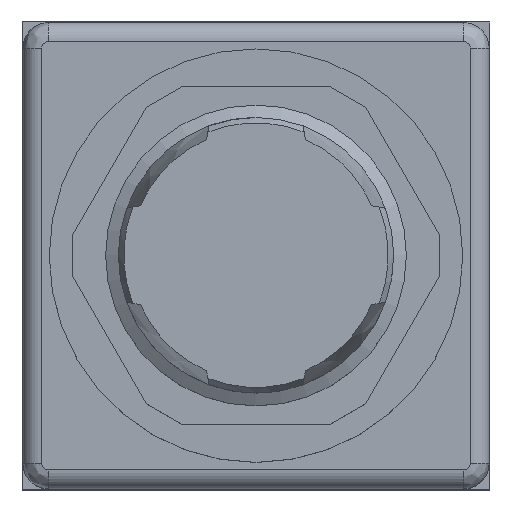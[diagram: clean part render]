
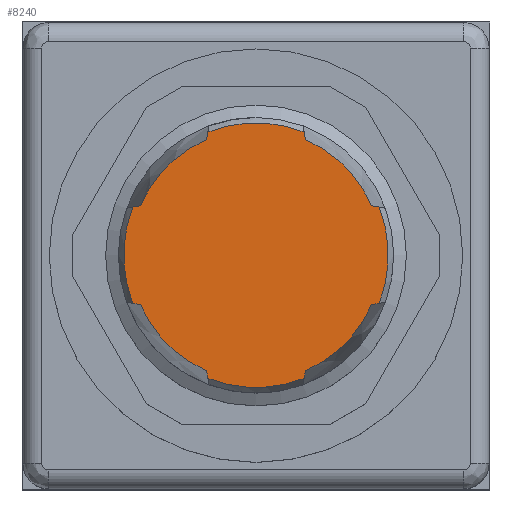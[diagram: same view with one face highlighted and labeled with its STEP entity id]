
A CAD part, top view. The second image highlights one B-rep face of the part: STEP entity #8240.
In plain terms, the highlighted planar face has unit normal (0, 0, 1).
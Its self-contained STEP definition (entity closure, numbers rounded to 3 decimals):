
#804=CIRCLE('',#8900,6.687);
#805=CIRCLE('',#8901,7.036);
#806=CIRCLE('',#8902,6.687);
#807=CIRCLE('',#8903,7.036);
#808=CIRCLE('',#8904,6.687);
#809=CIRCLE('',#8905,7.036);
#810=CIRCLE('',#8906,6.687);
#811=CIRCLE('',#8907,7.036);
#1159=FACE_OUTER_BOUND('',#1692,.T.);
#1692=EDGE_LOOP('',(#5976,#5977,#5978,#5979,#5980,#5981,#5982,#5983,#5984,
#5985,#5986,#5987,#5988,#5989,#5990,#5991));
#2438=LINE('',#12429,#3014);
#2439=LINE('',#12433,#3015);
#2440=LINE('',#12437,#3016);
#2441=LINE('',#12441,#3017);
#2442=LINE('',#12445,#3018);
#2443=LINE('',#12449,#3019);
#2444=LINE('',#12453,#3020);
#2445=LINE('',#12456,#3021);
#3014=VECTOR('',#10159,10.);
#3015=VECTOR('',#10162,10.);
#3016=VECTOR('',#10165,10.);
#3017=VECTOR('',#10168,10.);
#3018=VECTOR('',#10171,10.);
#3019=VECTOR('',#10174,10.);
#3020=VECTOR('',#10177,10.);
#3021=VECTOR('',#10180,10.);
#3608=VERTEX_POINT('',#12425);
#3609=VERTEX_POINT('',#12426);
#3610=VERTEX_POINT('',#12428);
#3611=VERTEX_POINT('',#12430);
#3612=VERTEX_POINT('',#12432);
#3613=VERTEX_POINT('',#12434);
#3614=VERTEX_POINT('',#12436);
#3615=VERTEX_POINT('',#12438);
#3616=VERTEX_POINT('',#12440);
#3617=VERTEX_POINT('',#12442);
#3618=VERTEX_POINT('',#12444);
#3619=VERTEX_POINT('',#12446);
#3620=VERTEX_POINT('',#12448);
#3621=VERTEX_POINT('',#12450);
#3622=VERTEX_POINT('',#12452);
#3623=VERTEX_POINT('',#12454);
#4539=EDGE_CURVE('',#3608,#3609,#804,.T.);
#4540=EDGE_CURVE('',#3609,#3610,#2438,.T.);
#4541=EDGE_CURVE('',#3610,#3611,#805,.T.);
#4542=EDGE_CURVE('',#3611,#3612,#2439,.T.);
#4543=EDGE_CURVE('',#3612,#3613,#806,.T.);
#4544=EDGE_CURVE('',#3613,#3614,#2440,.T.);
#4545=EDGE_CURVE('',#3614,#3615,#807,.T.);
#4546=EDGE_CURVE('',#3615,#3616,#2441,.T.);
#4547=EDGE_CURVE('',#3616,#3617,#808,.T.);
#4548=EDGE_CURVE('',#3617,#3618,#2442,.T.);
#4549=EDGE_CURVE('',#3618,#3619,#809,.T.);
#4550=EDGE_CURVE('',#3619,#3620,#2443,.T.);
#4551=EDGE_CURVE('',#3620,#3621,#810,.T.);
#4552=EDGE_CURVE('',#3621,#3622,#2444,.T.);
#4553=EDGE_CURVE('',#3622,#3623,#811,.T.);
#4554=EDGE_CURVE('',#3623,#3608,#2445,.T.);
#5976=ORIENTED_EDGE('',*,*,#4539,.T.);
#5977=ORIENTED_EDGE('',*,*,#4540,.T.);
#5978=ORIENTED_EDGE('',*,*,#4541,.T.);
#5979=ORIENTED_EDGE('',*,*,#4542,.T.);
#5980=ORIENTED_EDGE('',*,*,#4543,.T.);
#5981=ORIENTED_EDGE('',*,*,#4544,.T.);
#5982=ORIENTED_EDGE('',*,*,#4545,.T.);
#5983=ORIENTED_EDGE('',*,*,#4546,.T.);
#5984=ORIENTED_EDGE('',*,*,#4547,.T.);
#5985=ORIENTED_EDGE('',*,*,#4548,.T.);
#5986=ORIENTED_EDGE('',*,*,#4549,.T.);
#5987=ORIENTED_EDGE('',*,*,#4550,.T.);
#5988=ORIENTED_EDGE('',*,*,#4551,.T.);
#5989=ORIENTED_EDGE('',*,*,#4552,.T.);
#5990=ORIENTED_EDGE('',*,*,#4553,.T.);
#5991=ORIENTED_EDGE('',*,*,#4554,.T.);
#7951=PLANE('',#8899);
#8240=ADVANCED_FACE('',(#1159),#7951,.T.);
#8899=AXIS2_PLACEMENT_3D('',#12424,#10155,#10156);
#8900=AXIS2_PLACEMENT_3D('',#12427,#10157,#10158);
#8901=AXIS2_PLACEMENT_3D('',#12431,#10160,#10161);
#8902=AXIS2_PLACEMENT_3D('',#12435,#10163,#10164);
#8903=AXIS2_PLACEMENT_3D('',#12439,#10166,#10167);
#8904=AXIS2_PLACEMENT_3D('',#12443,#10169,#10170);
#8905=AXIS2_PLACEMENT_3D('',#12447,#10172,#10173);
#8906=AXIS2_PLACEMENT_3D('',#12451,#10175,#10176);
#8907=AXIS2_PLACEMENT_3D('',#12455,#10178,#10179);
#10155=DIRECTION('center_axis',(0.,0.,
1.));
#10156=DIRECTION('ref_axis',(1.,0.,0.));
#10157=DIRECTION('center_axis',(0.,0.,
1.));
#10158=DIRECTION('ref_axis',(-0.393,0.919,0.));
#10159=DIRECTION('',(-0.985,-0.174,0.));
#10160=DIRECTION('center_axis',(0.,0.,
1.));
#10161=DIRECTION('ref_axis',(0.,1.,0.));
#10162=DIRECTION('',(0.985,-0.174,0.));
#10163=DIRECTION('center_axis',(0.,0.,
1.));
#10164=DIRECTION('ref_axis',(-0.919,-0.393,0.));
#10165=DIRECTION('',(0.174,-0.985,0.));
#10166=DIRECTION('center_axis',(0.,0.,
1.));
#10167=DIRECTION('ref_axis',(0.,1.,0.));
#10168=DIRECTION('',(0.174,0.985,0.));
#10169=DIRECTION('center_axis',(0.,0.,
1.));
#10170=DIRECTION('ref_axis',(0.393,-0.919,0.));
#10171=DIRECTION('',(0.985,0.174,0.));
#10172=DIRECTION('center_axis',(0.,0.,
1.));
#10173=DIRECTION('ref_axis',(0.,1.,0.));
#10174=DIRECTION('',(-0.985,0.174,0.));
#10175=DIRECTION('center_axis',(0.,0.,
1.));
#10176=DIRECTION('ref_axis',(0.919,0.393,0.));
#10177=DIRECTION('',(-0.174,0.985,0.));
#10178=DIRECTION('center_axis',(0.,0.,
1.));
#10179=DIRECTION('ref_axis',(0.,1.,0.));
#10180=DIRECTION('',(-0.174,-0.985,0.));
#12424=CARTESIAN_POINT('Origin',(0.,3.518,
23.65));
#12425=CARTESIAN_POINT('',(-2.631,6.148,23.65));
#12426=CARTESIAN_POINT('',(-6.148,2.631,23.65));
#12427=CARTESIAN_POINT('Origin',(0.,0.,
23.65));
#12428=CARTESIAN_POINT('',(-6.554,2.559,23.65));
#12429=CARTESIAN_POINT('',(-3.459,3.105,23.65));
#12430=CARTESIAN_POINT('',(-6.554,-2.559,23.65));
#12431=CARTESIAN_POINT('Origin',(0.,0.,
23.65));
#12432=CARTESIAN_POINT('',(-6.148,-2.631,23.65));
#12433=CARTESIAN_POINT('',(-3.693,-3.064,23.65));
#12434=CARTESIAN_POINT('',(-2.631,-6.148,23.65));
#12435=CARTESIAN_POINT('Origin',(0.,0.,
23.65));
#12436=CARTESIAN_POINT('',(-2.559,-6.554,23.65));
#12437=CARTESIAN_POINT('',(-3.353,-2.054,23.65));
#12438=CARTESIAN_POINT('',(2.559,-6.554,23.65));
#12439=CARTESIAN_POINT('Origin',(0.,0.,
23.65));
#12440=CARTESIAN_POINT('',(2.631,-6.148,23.65));
#12441=CARTESIAN_POINT('',(3.418,-1.686,23.65));
#12442=CARTESIAN_POINT('',(6.148,-2.631,23.65));
#12443=CARTESIAN_POINT('Origin',(0.,0.,
23.65));
#12444=CARTESIAN_POINT('',(6.554,-2.559,23.65));
#12445=CARTESIAN_POINT('',(4.061,-2.999,23.65));
#12446=CARTESIAN_POINT('',(6.554,2.559,23.65));
#12447=CARTESIAN_POINT('Origin',(0.,0.,
23.65));
#12448=CARTESIAN_POINT('',(6.148,2.631,23.65));
#12449=CARTESIAN_POINT('',(3.091,3.17,23.65));
#12450=CARTESIAN_POINT('',(2.631,6.148,23.65));
#12451=CARTESIAN_POINT('Origin',(0.,0.,
23.65));
#12452=CARTESIAN_POINT('',(2.559,6.554,23.65));
#12453=CARTESIAN_POINT('',(2.751,5.466,23.65));
#12454=CARTESIAN_POINT('',(-2.559,6.554,23.65));
#12455=CARTESIAN_POINT('Origin',(0.,0.,
23.65));
#12456=CARTESIAN_POINT('',(-2.816,5.098,23.65));
